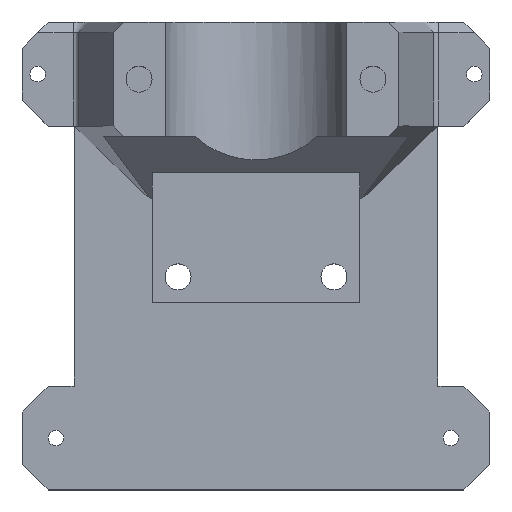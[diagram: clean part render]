
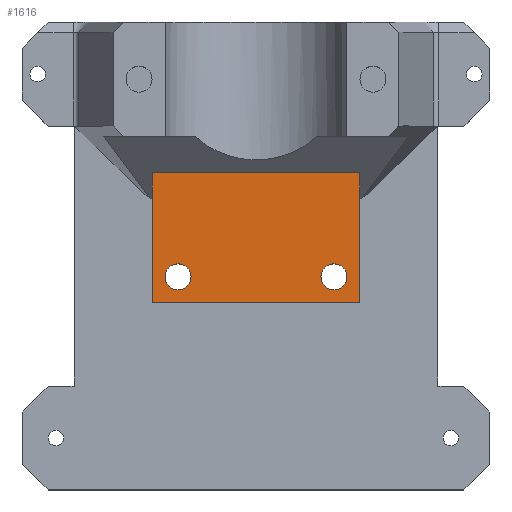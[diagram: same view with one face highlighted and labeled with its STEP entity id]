
A CAD part, top view. The second image highlights one B-rep face of the part: STEP entity #1616.
In plain terms, the highlighted planar face has unit normal (0, 0, 1).
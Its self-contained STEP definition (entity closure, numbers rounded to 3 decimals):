
#37 = FACE_BOUND ( 'NONE', #1429, .T. ) ;
#42 = ORIENTED_EDGE ( 'NONE', *, *, #829, .F. ) ;
#66 = AXIS2_PLACEMENT_3D ( 'NONE', #626, #959, #1595 ) ;
#100 = VERTEX_POINT ( 'NONE', #1012 ) ;
#110 = CARTESIAN_POINT ( 'NONE',  ( -22.16, -46.5, -20. ) ) ;
#137 = LINE ( 'NONE', #1196, #1677 ) ;
#147 = DIRECTION ( 'NONE',  ( 0., -1., 0. ) ) ;
#149 = VERTEX_POINT ( 'NONE', #1800 ) ;
#153 = CARTESIAN_POINT ( 'NONE',  ( -57.16, -29., -20. ) ) ;
#183 = CARTESIAN_POINT ( 'NONE',  ( 0., -29., -20. ) ) ;
#218 = CIRCLE ( 'NONE', #1392, 2.5 ) ;
#326 = ORIENTED_EDGE ( 'NONE', *, *, #1725, .F. ) ;
#350 = DIRECTION ( 'NONE',  ( 0., 0., 1. ) ) ;
#422 = DIRECTION ( 'NONE',  ( 0., 0., 1. ) ) ;
#449 = AXIS2_PLACEMENT_3D ( 'NONE', #709, #422, #540 ) ;
#515 = DIRECTION ( 'NONE',  ( 0., 0., 1. ) ) ;
#517 = DIRECTION ( 'NONE',  ( -1., 0., 0. ) ) ;
#540 = DIRECTION ( 'NONE',  ( 0., -1., 0. ) ) ;
#575 = ORIENTED_EDGE ( 'NONE', *, *, #1075, .T. ) ;
#621 = CARTESIAN_POINT ( 'NONE',  ( -17.16, -54., -20. ) ) ;
#626 = CARTESIAN_POINT ( 'NONE',  ( 0., -54., -20. ) ) ;
#645 = ORIENTED_EDGE ( 'NONE', *, *, #935, .T. ) ;
#670 = AXIS2_PLACEMENT_3D ( 'NONE', #1763, #350, #1448 ) ;
#684 = ORIENTED_EDGE ( 'NONE', *, *, #1283, .F. ) ;
#709 = CARTESIAN_POINT ( 'NONE',  ( -52.16, -49., -20. ) ) ;
#786 = EDGE_CURVE ( 'NONE', #1919, #1402, #218, .T. ) ;
#791 = ORIENTED_EDGE ( 'NONE', *, *, #786, .F. ) ;
#825 = VERTEX_POINT ( 'NONE', #153 ) ;
#829 = EDGE_CURVE ( 'NONE', #1402, #1919, #1206, .T. ) ;
#839 = DIRECTION ( 'NONE',  ( 1., 0., 0. ) ) ;
#860 = VECTOR ( 'NONE', #2042, 1000. ) ;
#935 = EDGE_CURVE ( 'NONE', #100, #825, #1442, .T. ) ;
#959 = DIRECTION ( 'NONE',  ( 0., 0., 1. ) ) ;
#1005 = DIRECTION ( 'NONE',  ( 0., -1., 0. ) ) ;
#1012 = CARTESIAN_POINT ( 'NONE',  ( -17.16, -29., -20. ) ) ;
#1041 = VERTEX_POINT ( 'NONE', #1349 ) ;
#1075 = EDGE_CURVE ( 'NONE', #149, #1602, #2060, .T. ) ;
#1196 = CARTESIAN_POINT ( 'NONE',  ( -57.16, -54., -20. ) ) ;
#1206 = CIRCLE ( 'NONE', #670, 2.5 ) ;
#1249 = FACE_OUTER_BOUND ( 'NONE', #1310, .T. ) ;
#1283 = EDGE_CURVE ( 'NONE', #1897, #1041, #1805, .T. ) ;
#1300 = LINE ( 'NONE', #1562, #860 ) ;
#1310 = EDGE_LOOP ( 'NONE', ( #1644, #645, #326, #575 ) ) ;
#1321 = CARTESIAN_POINT ( 'NONE',  ( -22.16, -51.5, -20. ) ) ;
#1330 = VECTOR ( 'NONE', #839, 1000. ) ;
#1348 = VECTOR ( 'NONE', #517, 1000. ) ;
#1349 = CARTESIAN_POINT ( 'NONE',  ( -52.16, -51.5, -20. ) ) ;
#1392 = AXIS2_PLACEMENT_3D ( 'NONE', #1744, #1912, #147 ) ;
#1402 = VERTEX_POINT ( 'NONE', #1321 ) ;
#1429 = EDGE_LOOP ( 'NONE', ( #2027, #684 ) ) ;
#1442 = LINE ( 'NONE', #183, #1348 ) ;
#1448 = DIRECTION ( 'NONE',  ( 0., -1., 0. ) ) ;
#1482 = DIRECTION ( 'NONE',  ( 0., 1., 0. ) ) ;
#1487 = CARTESIAN_POINT ( 'NONE',  ( 0., -54., -20. ) ) ;
#1492 = EDGE_CURVE ( 'NONE', #1602, #100, #1300, .T. ) ;
#1530 = CIRCLE ( 'NONE', #449, 2.5 ) ;
#1562 = CARTESIAN_POINT ( 'NONE',  ( -17.16, -54., -20. ) ) ;
#1589 = PLANE ( 'NONE',  #66 ) ;
#1591 = EDGE_LOOP ( 'NONE', ( #42, #791 ) ) ;
#1595 = DIRECTION ( 'NONE',  ( 0., -1., 0. ) ) ;
#1602 = VERTEX_POINT ( 'NONE', #621 ) ;
#1616 = ADVANCED_FACE ( 'NONE', ( #1981, #37, #1249 ), #1589, .T. ) ;
#1644 = ORIENTED_EDGE ( 'NONE', *, *, #1492, .T. ) ;
#1666 = CARTESIAN_POINT ( 'NONE',  ( -52.16, -46.5, -20. ) ) ;
#1677 = VECTOR ( 'NONE', #1482, 1000. ) ;
#1725 = EDGE_CURVE ( 'NONE', #149, #825, #137, .T. ) ;
#1744 = CARTESIAN_POINT ( 'NONE',  ( -22.16, -49., -20. ) ) ;
#1763 = CARTESIAN_POINT ( 'NONE',  ( -22.16, -49., -20. ) ) ;
#1783 = EDGE_CURVE ( 'NONE', #1041, #1897, #1530, .T. ) ;
#1799 = CARTESIAN_POINT ( 'NONE',  ( -52.16, -49., -20. ) ) ;
#1800 = CARTESIAN_POINT ( 'NONE',  ( -57.16, -54., -20. ) ) ;
#1805 = CIRCLE ( 'NONE', #2037, 2.5 ) ;
#1897 = VERTEX_POINT ( 'NONE', #1666 ) ;
#1912 = DIRECTION ( 'NONE',  ( 0., 0., 1. ) ) ;
#1919 = VERTEX_POINT ( 'NONE', #110 ) ;
#1981 = FACE_BOUND ( 'NONE', #1591, .T. ) ;
#2027 = ORIENTED_EDGE ( 'NONE', *, *, #1783, .F. ) ;
#2037 = AXIS2_PLACEMENT_3D ( 'NONE', #1799, #515, #1005 ) ;
#2042 = DIRECTION ( 'NONE',  ( 0., 1., 0. ) ) ;
#2060 = LINE ( 'NONE', #1487, #1330 ) ;
